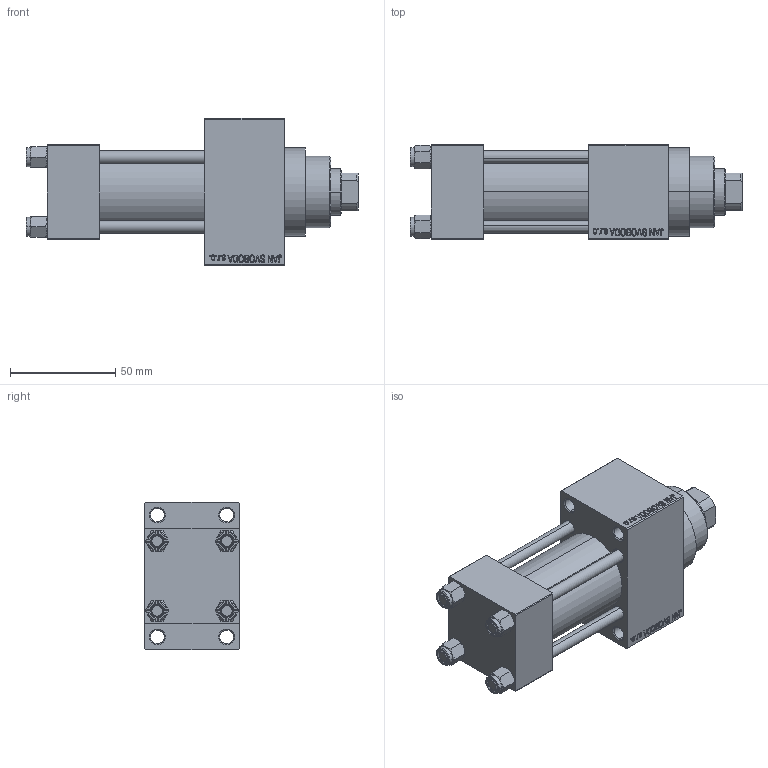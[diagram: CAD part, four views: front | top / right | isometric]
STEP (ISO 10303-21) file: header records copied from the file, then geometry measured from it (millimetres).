
FILE_DESCRIPTION (( 'STEP AP203' ), '1' );
FILE_NAME ('573a.STEP', '2022-04-15T10:36:40', ( '' ), ( '' ), 'SwSTEP 2.0', 'SolidWorks 2019', '' );
FILE_SCHEMA (( 'CONFIG_CONTROL_DESIGN' ));
Length unit declared in the file: millimetre
Products named in the file (6): 573a; V215_VC_A bb22c67d16e7cd0576e39b6253ac1b42; NUT_M5_D bb22c67d16e7cd0576e39b6253ac1b42; V215CR_D_Body bb22c67d16e7cd0576e39b6253ac1b42; V215CR_D_TYCINKA bb22c67d16e7cd0576e39b6253ac1b42; V215CR_VCP_D bb22c67d16e7cd0576e39b6253ac1b42
Assembly tree (11 placements, depth 2):
  573a
    V215CR_D_Body bb22c67d16e7cd0576e39b6253ac1b42
    V215CR_VCP_D bb22c67d16e7cd0576e39b6253ac1b42
    NUT_M5_D bb22c67d16e7cd0576e39b6253ac1b42  x4
    V215CR_D_TYCINKA bb22c67d16e7cd0576e39b6253ac1b42  x4
    V215_VC_A bb22c67d16e7cd0576e39b6253ac1b42
Bounding box: 158 x 45 x 70 mm (x, y, z)
Volume: 244496 mm3; surface area: 79367.9 mm2
Topology: 11 solids, 11 shells, 1105 faces, 2748 edges, 1777 vertices
Faces by surface type: plane 496, bspline 368, cone 144, cylinder 89, torus 8
Entity records: 47200 total; most frequent: CARTESIAN_POINT 25057, ORIENTED_EDGE 4988, DIRECTION 3196, EDGE_CURVE 2494, VERTEX_POINT 1633, LINE 1504, VECTOR 1504, EDGE_LOOP 1117
